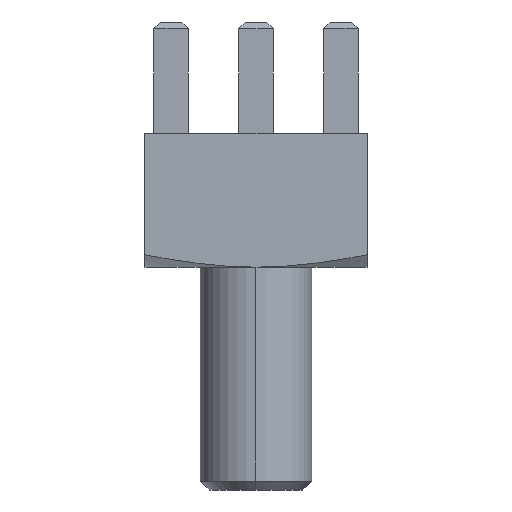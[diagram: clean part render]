
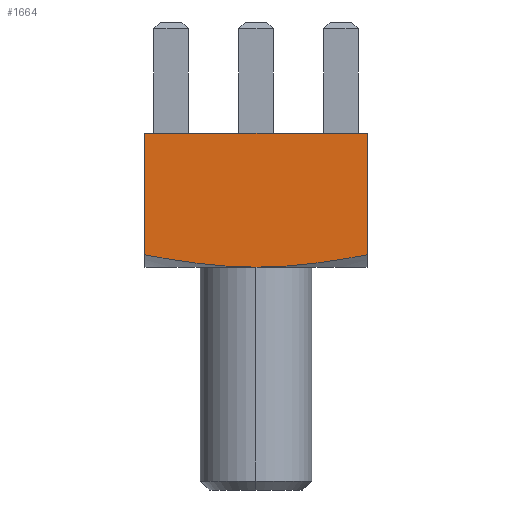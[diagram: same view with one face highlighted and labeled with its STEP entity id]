
A CAD part, left-side view. The second image highlights one B-rep face of the part: STEP entity #1664.
In plain terms, the highlighted planar face has unit normal (-1, 0, 0).
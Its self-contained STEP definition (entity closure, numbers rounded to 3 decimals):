
#101 = EDGE_LOOP ( 'NONE', ( #649, #614, #658, #651, #612 ) ) ;
#291 = CARTESIAN_POINT ( 'NONE',  ( -5., -5., 6. ) ) ;
#295 = FACE_OUTER_BOUND ( 'NONE', #101, .T. ) ;
#296 = PLANE ( 'NONE',  #2289 ) ;
#498 = VERTEX_POINT ( 'NONE', #1444 ) ;
#499 = VERTEX_POINT ( 'NONE', #1445 ) ;
#504 = VERTEX_POINT ( 'NONE', #1450 ) ;
#612 = ORIENTED_EDGE ( 'NONE', *, *, #1915, .F. ) ;
#614 = ORIENTED_EDGE ( 'NONE', *, *, #695, .T. ) ;
#649 = ORIENTED_EDGE ( 'NONE', *, *, #700, .T. ) ;
#651 = ORIENTED_EDGE ( 'NONE', *, *, #699, .F. ) ;
#658 = ORIENTED_EDGE ( 'NONE', *, *, #697, .T. ) ;
#695 = EDGE_CURVE ( 'NONE', #499, #504, #1903, .T. ) ;
#697 = EDGE_CURVE ( 'NONE', #504, #498, #1901, .T. ) ;
#699 = EDGE_CURVE ( 'NONE', #1834, #498, #1085, .T. ) ;
#700 = EDGE_CURVE ( 'NONE', #1828, #499, #1096, .T. ) ;
#758 = VECTOR ( 'NONE', #1098, 1000. ) ;
#776 = VECTOR ( 'NONE', #1095, 1000. ) ;
#1059 = CARTESIAN_POINT ( 'NONE',  ( -5., 4.175, 0.399 ) ) ;
#1064 = CARTESIAN_POINT ( 'NONE',  ( -5., 5., 0.555 ) ) ;
#1074 = CARTESIAN_POINT ( 'NONE',  ( -5., 3.345, 0.26 ) ) ;
#1075 = CARTESIAN_POINT ( 'NONE',  ( -5., 1.67, 0.058 ) ) ;
#1076 = CARTESIAN_POINT ( 'NONE',  ( -5., 0.834, 0. ) ) ;
#1077 = CARTESIAN_POINT ( 'NONE',  ( -5., 0., 0. ) ) ;
#1078 = CARTESIAN_POINT ( 'NONE',  ( -5., 0., 0. ) ) ;
#1079 = CARTESIAN_POINT ( 'NONE',  ( -5., -0.836, 0. ) ) ;
#1084 = CARTESIAN_POINT ( 'NONE',  ( -5., -5., 6. ) ) ;
#1085 = LINE ( 'NONE', #1084, #776 ) ;
#1086 = CARTESIAN_POINT ( 'NONE',  ( -5., -1.671, 0.059 ) ) ;
#1087 = CARTESIAN_POINT ( 'NONE',  ( -5., -3.338, 0.259 ) ) ;
#1088 = CARTESIAN_POINT ( 'NONE',  ( -5., -4.172, 0.398 ) ) ;
#1089 = CARTESIAN_POINT ( 'NONE',  ( -5., -5., 0.555 ) ) ;
#1095 = DIRECTION ( 'NONE',  ( 0., 0., -1. ) ) ;
#1096 = LINE ( 'NONE', #1097, #758 ) ;
#1097 = CARTESIAN_POINT ( 'NONE',  ( -5., 5., 6. ) ) ;
#1098 = DIRECTION ( 'NONE',  ( 0., 0., -1. ) ) ;
#1444 = CARTESIAN_POINT ( 'NONE',  ( -5., -5., 0.555 ) ) ;
#1445 = CARTESIAN_POINT ( 'NONE',  ( -5., 5., 0.555 ) ) ;
#1450 = CARTESIAN_POINT ( 'NONE',  ( -5., 0., 0. ) ) ;
#1664 = ADVANCED_FACE ( 'NONE', ( #295 ), #296, .F. ) ;
#1828 = VERTEX_POINT ( 'NONE', #1970 ) ;
#1834 = VERTEX_POINT ( 'NONE', #1976 ) ;
#1901 = B_SPLINE_CURVE_WITH_KNOTS ( 'NONE', 3,
 ( #1078, #1079, #1086, #1087, #1088, #1089 ),
 .UNSPECIFIED., .F., .F.,
 ( 4, 2, 4 ),
 ( 0.021, 0.024, 0.026 ),
 .UNSPECIFIED. ) ;
#1903 = B_SPLINE_CURVE_WITH_KNOTS ( 'NONE', 3,
 ( #1064, #1059, #1074, #1075, #1076, #1077 ),
 .UNSPECIFIED., .F., .F.,
 ( 4, 2, 4 ),
 ( 0.016, 0.019, 0.021 ),
 .UNSPECIFIED. ) ;
#1915 = EDGE_CURVE ( 'NONE', #1828, #1834, #2042, .T. ) ;
#1970 = CARTESIAN_POINT ( 'NONE',  ( -5., 5., 6. ) ) ;
#1976 = CARTESIAN_POINT ( 'NONE',  ( -5., -5., 6. ) ) ;
#2042 = LINE ( 'NONE', #2061, #2227 ) ;
#2061 = CARTESIAN_POINT ( 'NONE',  ( -5., -5., 6. ) ) ;
#2062 = DIRECTION ( 'NONE',  ( 0., -1., 0. ) ) ;
#2227 = VECTOR ( 'NONE', #2062, 1000. ) ;
#2289 = AXIS2_PLACEMENT_3D ( 'NONE', #291, #2350, #2351 ) ;
#2350 = DIRECTION ( 'NONE',  ( 1., 0., 0. ) ) ;
#2351 = DIRECTION ( 'NONE',  ( 0., 0., -1. ) ) ;
